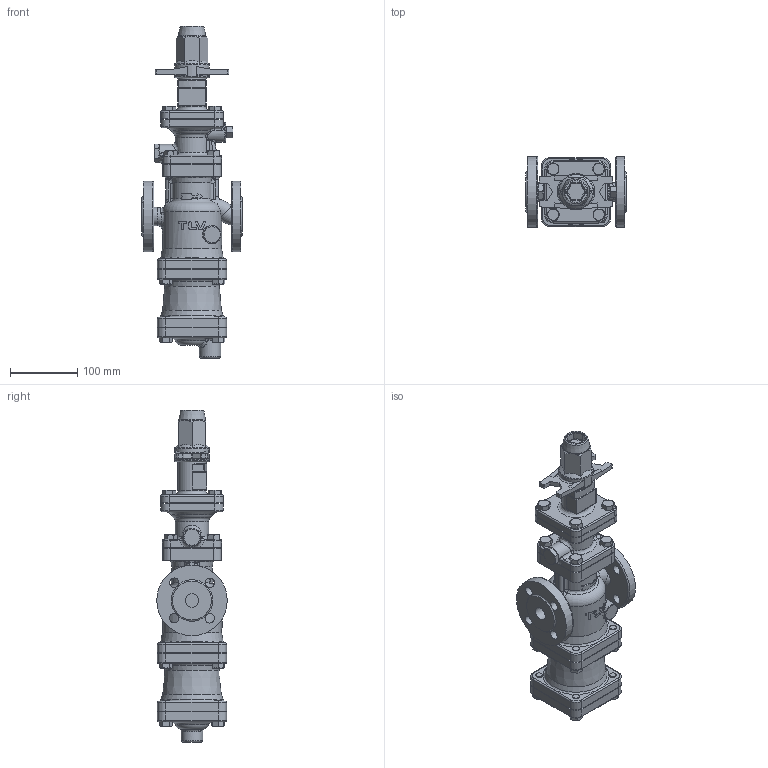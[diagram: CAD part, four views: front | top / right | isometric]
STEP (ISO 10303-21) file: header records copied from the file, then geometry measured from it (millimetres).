
FILE_DESCRIPTION((''),'2;1');
FILE_NAME('cos3x-020-e0025-00.stp','2009-09-03T14:30:07',('nakaot'),(''),'Autodesk Inventor 2008','Autodesk Inventor 2008','');
FILE_SCHEMA(('AUTOMOTIVE_DESIGN { 1 0 10303 214 1 1 1 1 }'));
Length unit declared in the file: millimetre
Products named in the file (1): cos3x-020-e0025-00
Bounding box: 150 x 105 x 495 mm (x, y, z)
Volume: 2696881.8 mm3; surface area: 282424 mm2
Topology: 1 solids, 1 shells, 792 faces, 1942 edges, 1181 vertices
Faces by surface type: plane 308, cylinder 194, bspline 189, torus 51, cone 44, sphere 6
Full cylindrical faces by diameter (mm): 10 x28, 20 x2, 26 x1, 27 x1, 32 x1, 42 x1, 52 x1, 60 x1, 70 x1, 80 x1, 88 x1, 90 x1, 105 x2
Entity records: 42974 total; most frequent: CARTESIAN_POINT 26306, ORIENTED_EDGE 3516, DIRECTION 3154, EDGE_CURVE 1758, AXIS2_PLACEMENT_3D 1245, VERTEX_POINT 1147, EDGE_LOOP 1017, FACE_OUTER_BOUND 791
